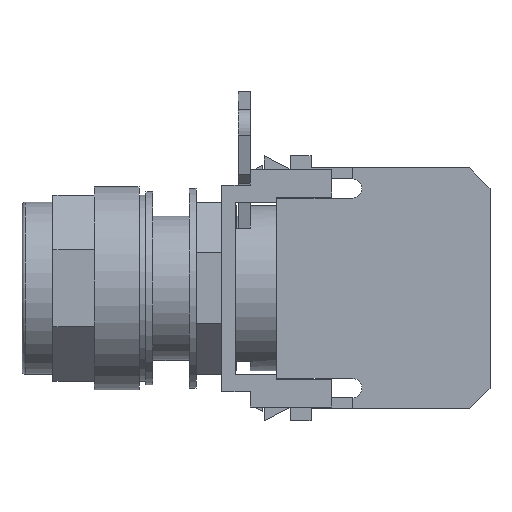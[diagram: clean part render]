
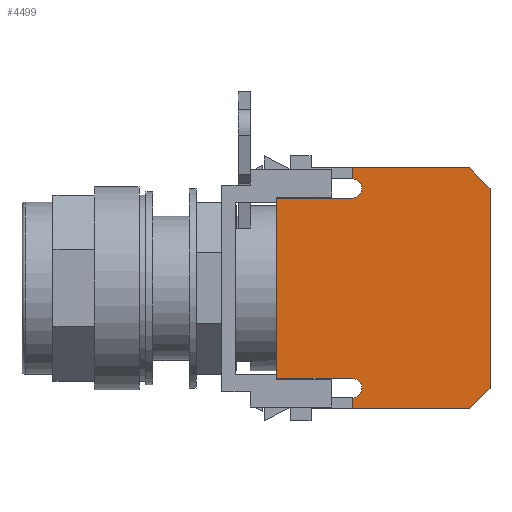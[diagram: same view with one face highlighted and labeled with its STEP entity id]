
A CAD part, left-side view. The second image highlights one B-rep face of the part: STEP entity #4499.
In plain terms, the highlighted planar face has unit normal (-1, 0, 0).
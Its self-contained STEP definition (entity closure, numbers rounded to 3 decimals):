
#54 = LINE ( 'NONE', #5878, #2117 ) ;
#63 = CARTESIAN_POINT ( 'NONE',  ( -15., -23.7, -17.5 ) ) ;
#65 = CARTESIAN_POINT ( 'NONE',  ( -15., -23.7, -14.5 ) ) ;
#120 = CARTESIAN_POINT ( 'NONE',  ( -15., -23.7, -14.5 ) ) ;
#145 = DIRECTION ( 'NONE',  ( -1., 0., 0. ) ) ;
#149 = ORIENTED_EDGE ( 'NONE', *, *, #3708, .F. ) ;
#151 = DIRECTION ( 'NONE',  ( -1., 0., 0. ) ) ;
#161 = CARTESIAN_POINT ( 'NONE',  ( -15., -23.7, 17.5 ) ) ;
#175 = VECTOR ( 'NONE', #3194, 1000. ) ;
#176 = CARTESIAN_POINT ( 'NONE',  ( -15., -43.7, 14.5 ) ) ;
#202 = ORIENTED_EDGE ( 'NONE', *, *, #3590, .T. ) ;
#209 = DIRECTION ( 'NONE',  ( 0., 1., 0. ) ) ;
#274 = DIRECTION ( 'NONE',  ( 0., 1., 0. ) ) ;
#328 = CIRCLE ( 'NONE', #6010, 1.4 ) ;
#384 = EDGE_CURVE ( 'NONE', #6408, #2676, #2274, .T. ) ;
#541 = ORIENTED_EDGE ( 'NONE', *, *, #5926, .F. ) ;
#563 = EDGE_CURVE ( 'NONE', #4459, #1682, #816, .T. ) ;
#632 = DIRECTION ( 'NONE',  ( 0., 0.707, 0.707 ) ) ;
#681 = VECTOR ( 'NONE', #4202, 1000. ) ;
#767 = EDGE_CURVE ( 'NONE', #1777, #1409, #3105, .T. ) ;
#816 = LINE ( 'NONE', #63, #6848 ) ;
#865 = LINE ( 'NONE', #5504, #1377 ) ;
#1226 = ORIENTED_EDGE ( 'NONE', *, *, #3872, .T. ) ;
#1296 = AXIS2_PLACEMENT_3D ( 'NONE', #120, #3859, #4923 ) ;
#1308 = EDGE_CURVE ( 'NONE', #1682, #6408, #6347, .T. ) ;
#1335 = CARTESIAN_POINT ( 'NONE',  ( -15., -12.7, -13.1 ) ) ;
#1377 = VECTOR ( 'NONE', #632, 1000. ) ;
#1409 = VERTEX_POINT ( 'NONE', #5555 ) ;
#1462 = EDGE_CURVE ( 'NONE', #5490, #4057, #4566, .T. ) ;
#1559 = LINE ( 'NONE', #1744, #2492 ) ;
#1630 = DIRECTION ( 'NONE',  ( 0., -0.707, 0.707 ) ) ;
#1682 = VERTEX_POINT ( 'NONE', #2001 ) ;
#1744 = CARTESIAN_POINT ( 'NONE',  ( -15., -23.7, -17.5 ) ) ;
#1756 = CARTESIAN_POINT ( 'NONE',  ( -15., -40.7, 17.5 ) ) ;
#1777 = VERTEX_POINT ( 'NONE', #5232 ) ;
#1943 = CARTESIAN_POINT ( 'NONE',  ( -15., -23.7, 14.5 ) ) ;
#2001 = CARTESIAN_POINT ( 'NONE',  ( -15., -40.7, -17.5 ) ) ;
#2051 = VERTEX_POINT ( 'NONE', #161 ) ;
#2117 = VECTOR ( 'NONE', #3200, 1000. ) ;
#2274 = LINE ( 'NONE', #6472, #5060 ) ;
#2492 = VECTOR ( 'NONE', #6096, 1000. ) ;
#2543 = DIRECTION ( 'NONE',  ( 0., -1., 0. ) ) ;
#2595 = ORIENTED_EDGE ( 'NONE', *, *, #384, .T. ) ;
#2676 = VERTEX_POINT ( 'NONE', #176 ) ;
#2823 = CARTESIAN_POINT ( 'NONE',  ( -15., -23.7, -17.5 ) ) ;
#2876 = PLANE ( 'NONE',  #3186 ) ;
#2942 = VERTEX_POINT ( 'NONE', #1335 ) ;
#2945 = CARTESIAN_POINT ( 'NONE',  ( -15., -23.7, -15.9 ) ) ;
#2964 = CARTESIAN_POINT ( 'NONE',  ( -15., -12.7, 13.1 ) ) ;
#3013 = VERTEX_POINT ( 'NONE', #2945 ) ;
#3105 = LINE ( 'NONE', #2964, #3446 ) ;
#3186 = AXIS2_PLACEMENT_3D ( 'NONE', #6054, #151, #6674 ) ;
#3194 = DIRECTION ( 'NONE',  ( 0., 0., -1. ) ) ;
#3200 = DIRECTION ( 'NONE',  ( 0., -1., 0. ) ) ;
#3234 = DIRECTION ( 'NONE',  ( 0., 0., 1. ) ) ;
#3446 = VECTOR ( 'NONE', #209, 1000. ) ;
#3481 = ORIENTED_EDGE ( 'NONE', *, *, #563, .T. ) ;
#3504 = CARTESIAN_POINT ( 'NONE',  ( -15., -25.1, 14.5 ) ) ;
#3513 = VECTOR ( 'NONE', #274, 1000. ) ;
#3515 = EDGE_CURVE ( 'NONE', #2051, #4314, #1559, .T. ) ;
#3537 = DIRECTION ( 'NONE',  ( -1., 0., 0. ) ) ;
#3569 = ORIENTED_EDGE ( 'NONE', *, *, #767, .T. ) ;
#3588 = CARTESIAN_POINT ( 'NONE',  ( -15., -23.7, 14.5 ) ) ;
#3590 = EDGE_CURVE ( 'NONE', #4492, #2051, #4779, .T. ) ;
#3646 = VERTEX_POINT ( 'NONE', #3504 ) ;
#3652 = ORIENTED_EDGE ( 'NONE', *, *, #1308, .T. ) ;
#3670 = LINE ( 'NONE', #6465, #175 ) ;
#3708 = EDGE_CURVE ( 'NONE', #3646, #4314, #5289, .T. ) ;
#3711 = CARTESIAN_POINT ( 'NONE',  ( -15., -12.7, -13.1 ) ) ;
#3736 = LINE ( 'NONE', #3711, #681 ) ;
#3859 = DIRECTION ( 'NONE',  ( -1., 0., 0. ) ) ;
#3872 = EDGE_CURVE ( 'NONE', #3013, #4459, #3670, .T. ) ;
#3882 = DIRECTION ( 'NONE',  ( 0., -1., 0. ) ) ;
#3884 = DIRECTION ( 'NONE',  ( 0., -1., 0. ) ) ;
#4057 = VERTEX_POINT ( 'NONE', #5460 ) ;
#4095 = CARTESIAN_POINT ( 'NONE',  ( -15., -25.1, -14.5 ) ) ;
#4173 = DIRECTION ( 'NONE',  ( 0., -1., 0. ) ) ;
#4202 = DIRECTION ( 'NONE',  ( 0., 0., -1. ) ) ;
#4314 = VERTEX_POINT ( 'NONE', #4364 ) ;
#4364 = CARTESIAN_POINT ( 'NONE',  ( -15., -23.7, 15.9 ) ) ;
#4459 = VERTEX_POINT ( 'NONE', #2823 ) ;
#4468 = EDGE_CURVE ( 'NONE', #2676, #4492, #865, .T. ) ;
#4492 = VERTEX_POINT ( 'NONE', #1756 ) ;
#4499 = ADVANCED_FACE ( 'NONE', ( #5187 ), #2876, .T. ) ;
#4566 = CIRCLE ( 'NONE', #1296, 1.4 ) ;
#4779 = LINE ( 'NONE', #5712, #3513 ) ;
#4892 = EDGE_CURVE ( 'NONE', #1409, #2942, #3736, .T. ) ;
#4923 = DIRECTION ( 'NONE',  ( 0., -1., 0. ) ) ;
#5060 = VECTOR ( 'NONE', #3234, 1000. ) ;
#5063 = ORIENTED_EDGE ( 'NONE', *, *, #4892, .T. ) ;
#5187 = FACE_OUTER_BOUND ( 'NONE', #6945, .T. ) ;
#5211 = ORIENTED_EDGE ( 'NONE', *, *, #1462, .F. ) ;
#5232 = CARTESIAN_POINT ( 'NONE',  ( -15., -23.7, 13.1 ) ) ;
#5289 = CIRCLE ( 'NONE', #6386, 1.4 ) ;
#5324 = DIRECTION ( 'NONE',  ( -1., 0., 0. ) ) ;
#5330 = VECTOR ( 'NONE', #1630, 1000. ) ;
#5460 = CARTESIAN_POINT ( 'NONE',  ( -15., -23.7, -13.1 ) ) ;
#5490 = VERTEX_POINT ( 'NONE', #4095 ) ;
#5504 = CARTESIAN_POINT ( 'NONE',  ( -15., -29.1, 29.1 ) ) ;
#5510 = AXIS2_PLACEMENT_3D ( 'NONE', #65, #145, #3884 ) ;
#5555 = CARTESIAN_POINT ( 'NONE',  ( -15., -12.7, 13.1 ) ) ;
#5574 = EDGE_CURVE ( 'NONE', #1777, #3646, #328, .T. ) ;
#5588 = ORIENTED_EDGE ( 'NONE', *, *, #6325, .T. ) ;
#5681 = ORIENTED_EDGE ( 'NONE', *, *, #4468, .T. ) ;
#5712 = CARTESIAN_POINT ( 'NONE',  ( -15., -23.7, 17.5 ) ) ;
#5878 = CARTESIAN_POINT ( 'NONE',  ( -15., -12.7, -13.1 ) ) ;
#5926 = EDGE_CURVE ( 'NONE', #3013, #5490, #6116, .T. ) ;
#5958 = CARTESIAN_POINT ( 'NONE',  ( -15., -29.1, -29.1 ) ) ;
#6010 = AXIS2_PLACEMENT_3D ( 'NONE', #1943, #3537, #2543 ) ;
#6054 = CARTESIAN_POINT ( 'NONE',  ( -15., 0., 0. ) ) ;
#6096 = DIRECTION ( 'NONE',  ( 0., 0., -1. ) ) ;
#6116 = CIRCLE ( 'NONE', #5510, 1.4 ) ;
#6262 = ORIENTED_EDGE ( 'NONE', *, *, #3515, .T. ) ;
#6325 = EDGE_CURVE ( 'NONE', #2942, #4057, #54, .T. ) ;
#6347 = LINE ( 'NONE', #5958, #5330 ) ;
#6386 = AXIS2_PLACEMENT_3D ( 'NONE', #3588, #5324, #4173 ) ;
#6408 = VERTEX_POINT ( 'NONE', #6612 ) ;
#6465 = CARTESIAN_POINT ( 'NONE',  ( -15., -23.7, -17.5 ) ) ;
#6472 = CARTESIAN_POINT ( 'NONE',  ( -15., -43.7, -13.1 ) ) ;
#6497 = ORIENTED_EDGE ( 'NONE', *, *, #5574, .F. ) ;
#6612 = CARTESIAN_POINT ( 'NONE',  ( -15., -43.7, -14.5 ) ) ;
#6674 = DIRECTION ( 'NONE',  ( 0., -1., 0. ) ) ;
#6848 = VECTOR ( 'NONE', #3882, 1000. ) ;
#6945 = EDGE_LOOP ( 'NONE', ( #3481, #3652, #2595, #5681, #202, #6262, #149, #6497, #3569, #5063, #5588, #5211, #541, #1226 ) ) ;
